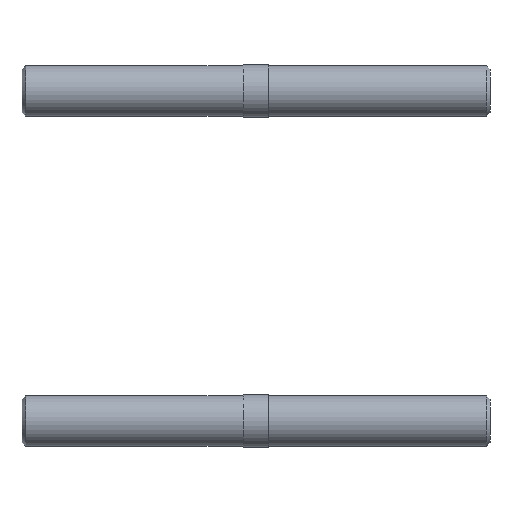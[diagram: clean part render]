
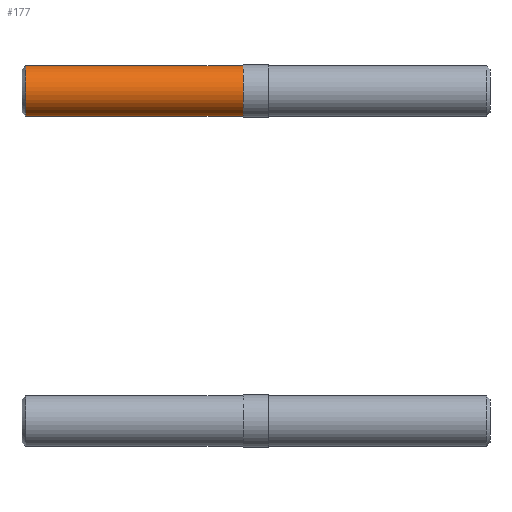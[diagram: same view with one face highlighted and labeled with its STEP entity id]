
A CAD part, front view. The second image highlights one B-rep face of the part: STEP entity #177.
In plain terms, the highlighted cylindrical face has radius 3.5 mm (diameter 7 mm), a full revolution.
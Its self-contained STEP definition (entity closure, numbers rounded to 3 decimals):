
#30=CYLINDRICAL_SURFACE('',#210,3.5);
#45=ORIENTED_EDGE('',*,*,#72,.F.);
#46=ORIENTED_EDGE('',*,*,#71,.T.);
#71=EDGE_CURVE('',#85,#85,#101,.T.);
#72=EDGE_CURVE('',#86,#86,#102,.T.);
#85=VERTEX_POINT('',#308);
#86=VERTEX_POINT('',#311);
#101=CIRCLE('',#209,3.5);
#102=CIRCLE('',#211,3.5);
#117=EDGE_LOOP('',(#45));
#118=EDGE_LOOP('',(#46));
#145=FACE_BOUND('',#117,.T.);
#146=FACE_BOUND('',#118,.T.);
#177=ADVANCED_FACE('',(#145,#146),#30,.T.);
#209=AXIS2_PLACEMENT_3D('',#307,#246,#247);
#210=AXIS2_PLACEMENT_3D('',#309,#248,#249);
#211=AXIS2_PLACEMENT_3D('',#310,#250,#251);
#246=DIRECTION('',(1.,0.,0.));
#247=DIRECTION('',(0.,0.,-1.));
#248=DIRECTION('',(1.,0.,0.));
#249=DIRECTION('',(0.,0.,-1.));
#250=DIRECTION('',(1.,0.,0.));
#251=DIRECTION('',(0.,0.,-1.));
#307=CARTESIAN_POINT('',(0.5,0.,0.));
#308=CARTESIAN_POINT('',(0.5,0.,-3.5));
#309=CARTESIAN_POINT('',(65.2,0.,0.));
#310=CARTESIAN_POINT('',(30.8,0.,0.));
#311=CARTESIAN_POINT('',(30.8,0.,-3.5));
